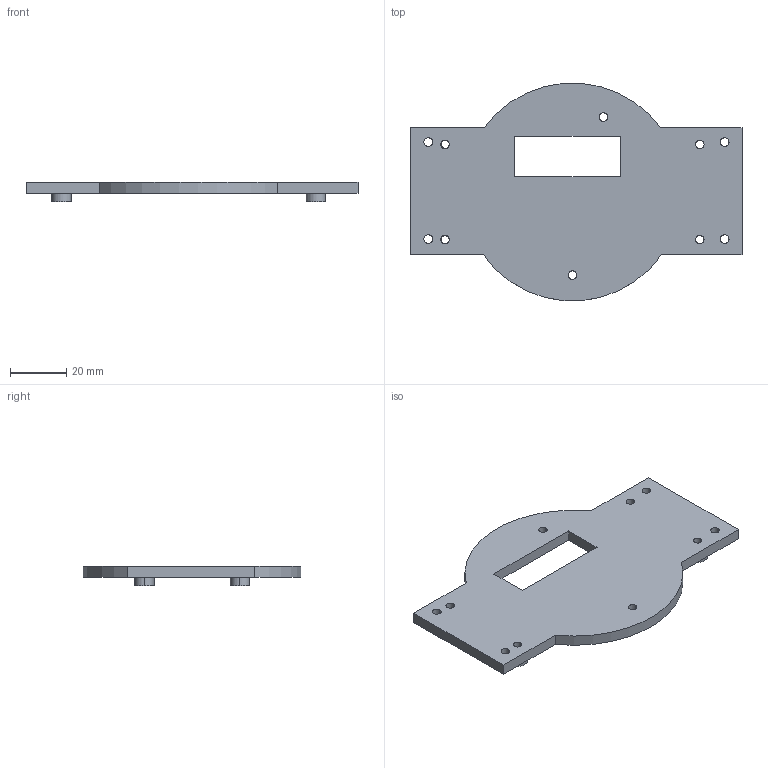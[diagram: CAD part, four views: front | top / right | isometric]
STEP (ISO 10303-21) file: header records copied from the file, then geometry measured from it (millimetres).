
FILE_DESCRIPTION (( 'STEP AP214' ), '1' );
FILE_NAME ('芛耀輸嘐隅.STEP', '2025-04-01T19:48:28', ( '' ), ( '' ), 'SwSTEP 2.0', 'SolidWorks 2020', '' );
FILE_SCHEMA (( 'AUTOMOTIVE_DESIGN' ));
Length unit declared in the file: millimetre
Products named in the file (1): 芛耀輸嘐隅
Bounding box: 117.59 x 76.95 x 7 mm (x, y, z)
Volume: 24764.7 mm3; surface area: 14758.4 mm2
Topology: 1 solids, 1 shells, 58 faces, 150 edges, 98 vertices
Faces by surface type: cylinder 36, plane 22
Entity records: 1888 total; most frequent: DIRECTION 352, CARTESIAN_POINT 307, ORIENTED_EDGE 300, EDGE_CURVE 150, AXIS2_PLACEMENT_3D 143, VERTEX_POINT 98, CIRCLE 84, EDGE_LOOP 84
